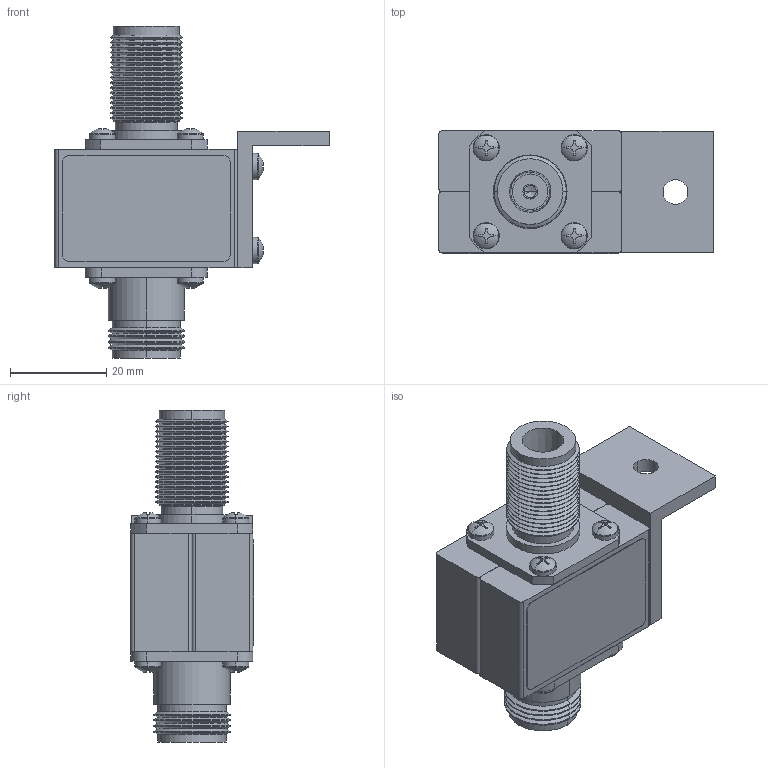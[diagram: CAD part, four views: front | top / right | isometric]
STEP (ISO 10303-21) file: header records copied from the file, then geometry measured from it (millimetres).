
FILE_DESCRIPTION (( 'STEP AP214' ), '1' );
FILE_NAME ('LCSP1022.STEP', '2018-04-17T20:45:16', ( '' ), ( '' ), 'SwSTEP 2.0', 'SolidWorks 2017', '' );
FILE_SCHEMA (( 'AUTOMOTIVE_DESIGN' ));
Length unit declared in the file: inch
Products named in the file (12): 5210-0018; 5100-0004; 2003-3391_BLK; 4001-0001; 2011-6101-01; 2003-1052; 9040-0287; 5100-0004-01; 2011-6100-02; 4033-0106; LCSP1022; 1081-0251-05
Assembly tree (22 placements, depth 3):
  LCSP1022
    1081-0251-05  x12
    2011-6101-01
    9040-0287
      4033-0106
      4001-0001
      2011-6100-02
    5100-0004-01
    5100-0004
    5210-0018
    2003-3391_BLK
    2003-1052
Bounding box: 57.15 x 25.61 x 69.09 mm (x, y, z)
Volume: 30124.6 mm3; surface area: 21892.6 mm2
Topology: 21 solids, 21 shells, 1744 faces, 3871 edges, 2182 vertices
Faces by surface type: cone 722, cylinder 611, plane 355, torus 52, bspline 4
Entity records: 17520 total; most frequent: CARTESIAN_POINT 3240, DIRECTION 2974, ORIENTED_EDGE 2638, EDGE_CURVE 1319, AXIS2_PLACEMENT_3D 1141, VERTEX_POINT 785, LINE 692, VECTOR 692
